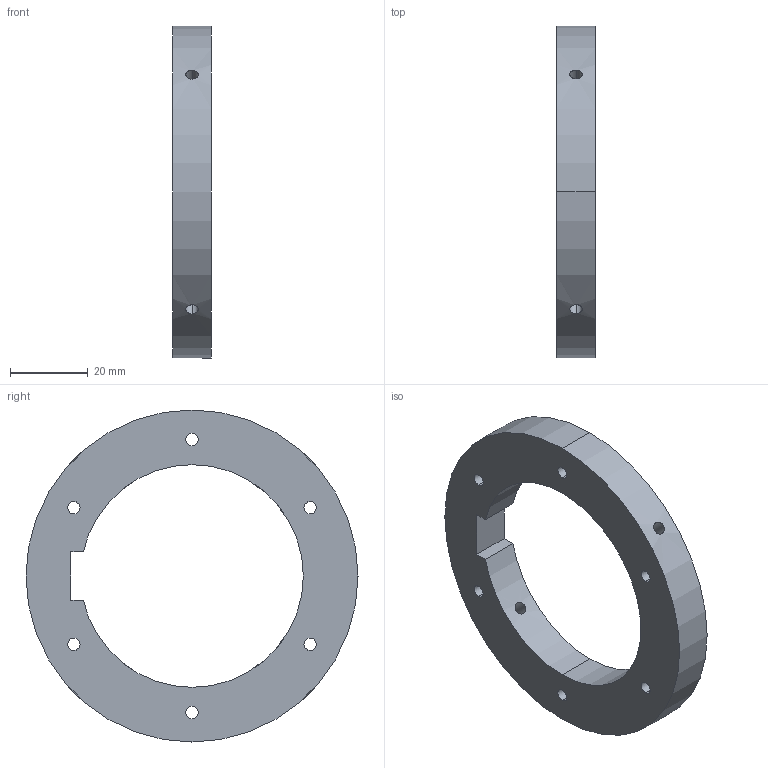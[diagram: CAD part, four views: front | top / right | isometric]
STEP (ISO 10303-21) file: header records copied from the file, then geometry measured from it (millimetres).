
FILE_DESCRIPTION (( 'STEP AP214' ), '1' );
FILE_NAME ('Coupler.STEP', '2024-10-25T19:02:32', ( '' ), ( '' ), 'SwSTEP 2.0', 'SolidWorks 2024', '' );
FILE_SCHEMA (( 'AUTOMOTIVE_DESIGN' ));
Length unit declared in the file: centimetre
Products named in the file (1): Coupler
Bounding box: 10 x 85.2 x 85.2 mm (x, y, z)
Volume: 30099.7 mm3; surface area: 11738.7 mm2
Topology: 1 solids, 1 shells, 30 faces, 84 edges, 56 vertices
Faces by surface type: cylinder 25, plane 5
Entity records: 1425 total; most frequent: CARTESIAN_POINT 579, ORIENTED_EDGE 168, DIRECTION 164, EDGE_CURVE 84, AXIS2_PLACEMENT_3D 65, VERTEX_POINT 56, EDGE_LOOP 52, VECTOR 34
